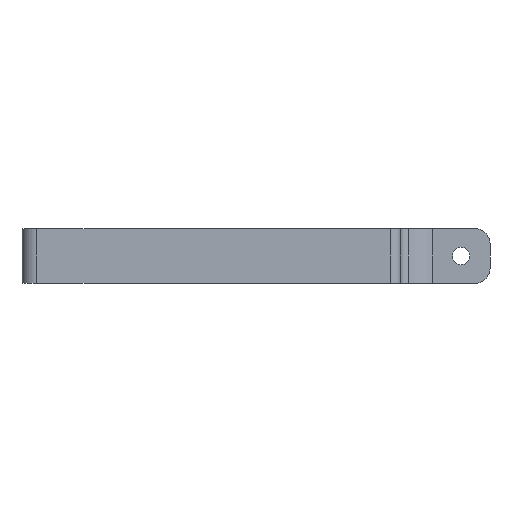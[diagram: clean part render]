
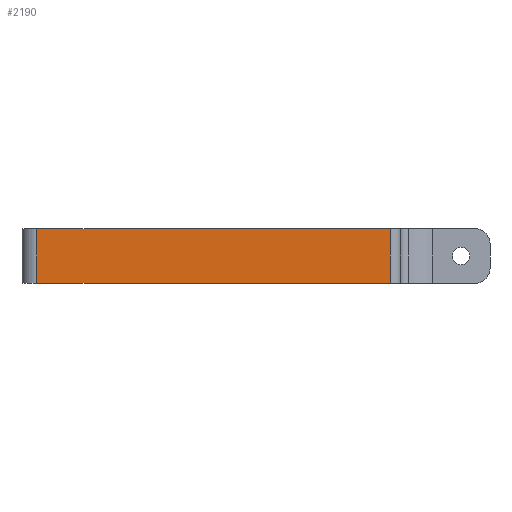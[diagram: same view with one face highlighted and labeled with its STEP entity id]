
A CAD part, left-side view. The second image highlights one B-rep face of the part: STEP entity #2190.
In plain terms, the highlighted planar face has unit normal (-1, 0, 0).
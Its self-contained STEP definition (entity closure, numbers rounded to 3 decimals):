
#39 = VERTEX_POINT ( 'NONE', #2703 ) ;
#106 = EDGE_CURVE ( 'NONE', #2868, #2123, #3062, .T. ) ;
#184 = PLANE ( 'NONE',  #2891 ) ;
#590 = VECTOR ( 'NONE', #1657, 1000. ) ;
#709 = LINE ( 'NONE', #1691, #590 ) ;
#774 = ORIENTED_EDGE ( 'NONE', *, *, #106, .T. ) ;
#805 = CARTESIAN_POINT ( 'NONE',  ( -15., -17., 11. ) ) ;
#891 = VECTOR ( 'NONE', #1099, 1000. ) ;
#924 = DIRECTION ( 'NONE',  ( 0., 0., -1. ) ) ;
#972 = CARTESIAN_POINT ( 'NONE',  ( -15., -57., 0. ) ) ;
#1072 = VECTOR ( 'NONE', #924, 1000. ) ;
#1099 = DIRECTION ( 'NONE',  ( 0., 0., 1. ) ) ;
#1144 = CARTESIAN_POINT ( 'NONE',  ( -15., 14., 11. ) ) ;
#1163 = ORIENTED_EDGE ( 'NONE', *, *, #3073, .T. ) ;
#1222 = VERTEX_POINT ( 'NONE', #972 ) ;
#1245 = EDGE_LOOP ( 'NONE', ( #1163, #774, #1991, #2446 ) ) ;
#1350 = CARTESIAN_POINT ( 'NONE',  ( -15., 14., 0. ) ) ;
#1515 = DIRECTION ( 'NONE',  ( 0., 1., 0. ) ) ;
#1554 = DIRECTION ( 'NONE',  ( -1., 0., 0. ) ) ;
#1568 = LINE ( 'NONE', #1808, #891 ) ;
#1657 = DIRECTION ( 'NONE',  ( 0., 1., 0. ) ) ;
#1691 = CARTESIAN_POINT ( 'NONE',  ( -15., -17., 0. ) ) ;
#1808 = CARTESIAN_POINT ( 'NONE',  ( -15., -57., 11. ) ) ;
#1913 = CARTESIAN_POINT ( 'NONE',  ( -15., 14., 11. ) ) ;
#1914 = EDGE_CURVE ( 'NONE', #1222, #2123, #709, .T. ) ;
#1991 = ORIENTED_EDGE ( 'NONE', *, *, #1914, .F. ) ;
#2123 = VERTEX_POINT ( 'NONE', #1350 ) ;
#2152 = EDGE_CURVE ( 'NONE', #1222, #39, #1568, .T. ) ;
#2190 = ADVANCED_FACE ( 'NONE', ( #2286 ), #184, .T. ) ;
#2286 = FACE_OUTER_BOUND ( 'NONE', #1245, .T. ) ;
#2446 = ORIENTED_EDGE ( 'NONE', *, *, #2152, .T. ) ;
#2669 = VECTOR ( 'NONE', #1515, 1000. ) ;
#2703 = CARTESIAN_POINT ( 'NONE',  ( -15., -57., 11. ) ) ;
#2742 = LINE ( 'NONE', #805, #2669 ) ;
#2748 = CARTESIAN_POINT ( 'NONE',  ( -15., -17., 11. ) ) ;
#2868 = VERTEX_POINT ( 'NONE', #1913 ) ;
#2891 = AXIS2_PLACEMENT_3D ( 'NONE', #2748, #1554, #3032 ) ;
#3032 = DIRECTION ( 'NONE',  ( 0., 0., 1. ) ) ;
#3062 = LINE ( 'NONE', #1144, #1072 ) ;
#3073 = EDGE_CURVE ( 'NONE', #39, #2868, #2742, .T. ) ;
